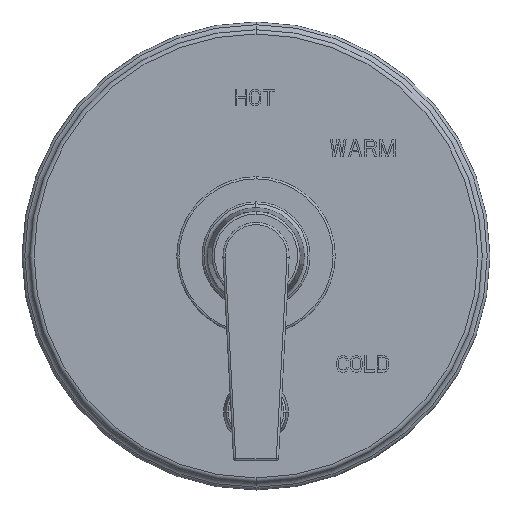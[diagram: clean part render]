
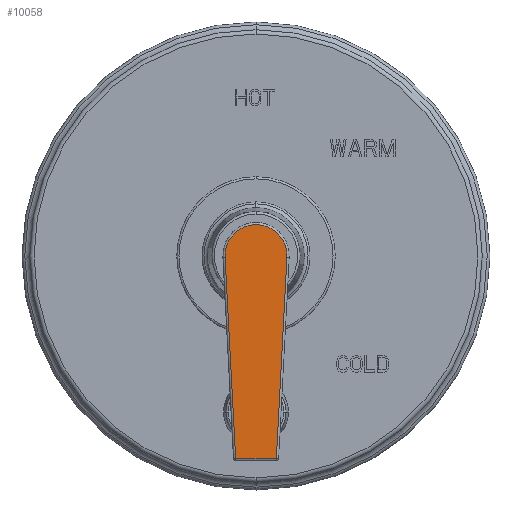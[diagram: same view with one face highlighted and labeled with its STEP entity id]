
A CAD part, top view. The second image highlights one B-rep face of the part: STEP entity #10058.
In plain terms, the highlighted planar face has unit normal (0, 0, 1).
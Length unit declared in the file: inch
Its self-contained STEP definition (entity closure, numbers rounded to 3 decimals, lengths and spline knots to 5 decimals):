
#3532=DIRECTION('',(0.052,-0.999,0.));
#3533=VECTOR('',#3532,2.80131);
#3534=CARTESIAN_POINT('',(-0.42941,-0.02255,3.183));
#3535=LINE('',#3534,#3533);
#3536=CARTESIAN_POINT('',(0.,0.,3.183));
#3537=DIRECTION('',(0.,0.,1.));
#3538=DIRECTION('',(0.999,-0.052,0.));
#3539=AXIS2_PLACEMENT_3D('',#3536,#3537,#3538);
#3541=DIRECTION('',(0.052,0.999,0.));
#3542=VECTOR('',#3541,2.80131);
#3543=CARTESIAN_POINT('',(0.28253,-2.82,3.183));
#3544=LINE('',#3543,#3542);
#3545=DIRECTION('',(1.,0.,0.));
#3546=VECTOR('',#3545,0.56507);
#3547=CARTESIAN_POINT('',(-0.28253,-2.82,3.183));
#3548=LINE('',#3547,#3546);
#4718=CARTESIAN_POINT('',(-0.42941,-0.02255,3.183));
#4719=CARTESIAN_POINT('',(-0.28253,-2.82,3.183));
#4720=VERTEX_POINT('',#4718);
#4721=VERTEX_POINT('',#4719);
#4728=CARTESIAN_POINT('',(0.28253,-2.82,3.183));
#4729=VERTEX_POINT('',#4728);
#4734=CARTESIAN_POINT('',(0.42941,-0.02255,3.183));
#4735=VERTEX_POINT('',#4734);
#10044=CARTESIAN_POINT('',(0.,0.,3.183));
#10045=DIRECTION('',(0.,0.,-1.));
#10046=DIRECTION('',(0.,1.,0.));
#10047=AXIS2_PLACEMENT_3D('',#10044,#10045,#10046);
#10048=PLANE('',#10047);
#10049=ORIENTED_EDGE('',*,*,#10034,.F.);
#10051=ORIENTED_EDGE('',*,*,#10050,.F.);
#10053=ORIENTED_EDGE('',*,*,#10052,.F.);
#10055=ORIENTED_EDGE('',*,*,#10054,.F.);
#10056=EDGE_LOOP('',(#10049,#10051,#10053,#10055));
#10057=FACE_OUTER_BOUND('',#10056,.F.);
#10058=ADVANCED_FACE('',(#10057),#10048,.F.);
#3540=CIRCLE('',#3539,0.43);
#10034=EDGE_CURVE('',#4720,#4721,#3535,.T.);
#10050=EDGE_CURVE('',#4735,#4720,#3540,.T.);
#10052=EDGE_CURVE('',#4729,#4735,#3544,.T.);
#10054=EDGE_CURVE('',#4721,#4729,#3548,.T.);
